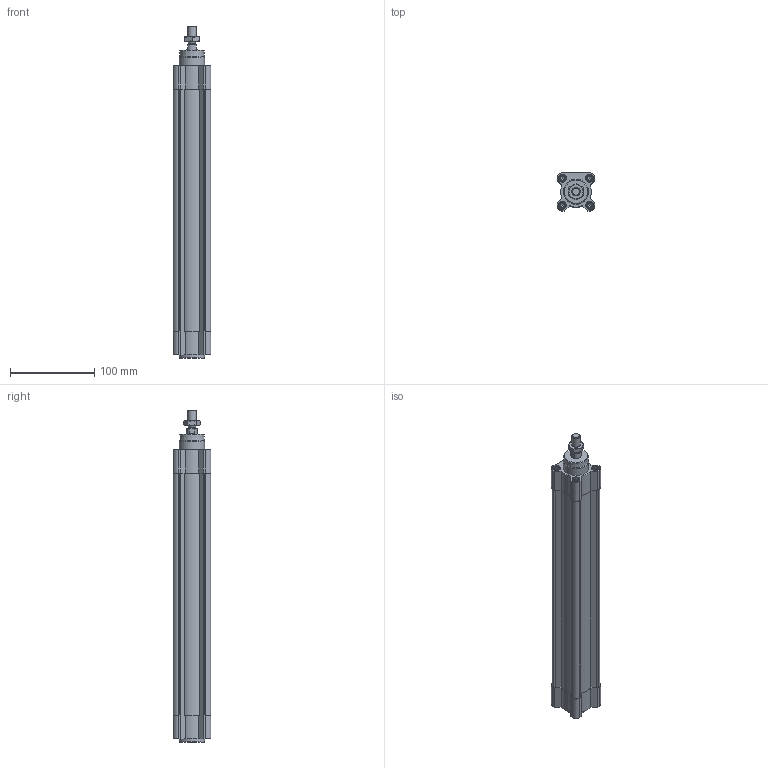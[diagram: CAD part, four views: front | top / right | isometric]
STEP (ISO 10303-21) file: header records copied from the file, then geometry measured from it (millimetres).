
FILE_DESCRIPTION(/* description */ ('STEP AP214'),/* implementation_level */ '2;1');
FILE_NAME(/* name */ '1376475_DSBC-32-250-PPSA-N3',/* time_stamp */ '2024-08-21T04:54:41+02:00',/* author */ ('License CC BY-ND 4.0'),/* organization */ ('CADENAS'),/* preprocessor_version */ 'ST-DEVELOPER v19.3',/* originating_system */ 'PARTsolutions',/* authorisation */ ' ');
FILE_SCHEMA (('AUTOMOTIVE_DESIGN {1 0 10303 214 3 1 1}'));
Length unit declared in the file: millimetre
Products named in the file (4): 1376475 DSBC-32-250-PPSA-N3---(0); 1463250 DSBC-32-250-PPSA_(Z_0); 1463250 DSBC-32-250_(K); DIN-439-B - M10x1.25(F)
Assembly tree (3 placements, depth 2):
  1376475 DSBC-32-250-PPSA-N3---(0)
    1463250 DSBC-32-250-PPSA_(Z_0)
    1463250 DSBC-32-250_(K)
    DIN-439-B - M10x1.25(F)
Bounding box: 45 x 45 x 395.1 mm (x, y, z)
Volume: 354429.4 mm3; surface area: 137584.4 mm2
Topology: 3 solids, 3 shells, 487 faces, 1302 edges, 854 vertices
Faces by surface type: plane 311, cylinder 128, cone 46, torus 2
Full cylindrical faces by diameter (mm): 4.917 x8, 6 x8, 8.2 x1, 8.566 x2, 8.647 x1, 9 x8, 9.5 x8, 10 x1, 12 x2, 30 x2, 32 x2
Entity records: 14812 total; most frequent: CARTESIAN_POINT 3170, ORIENTED_EDGE 2380, DIRECTION 2253, EDGE_CURVE 1190, VERTEX_POINT 839, AXIS2_PLACEMENT_3D 781, LINE 691, VECTOR 691
